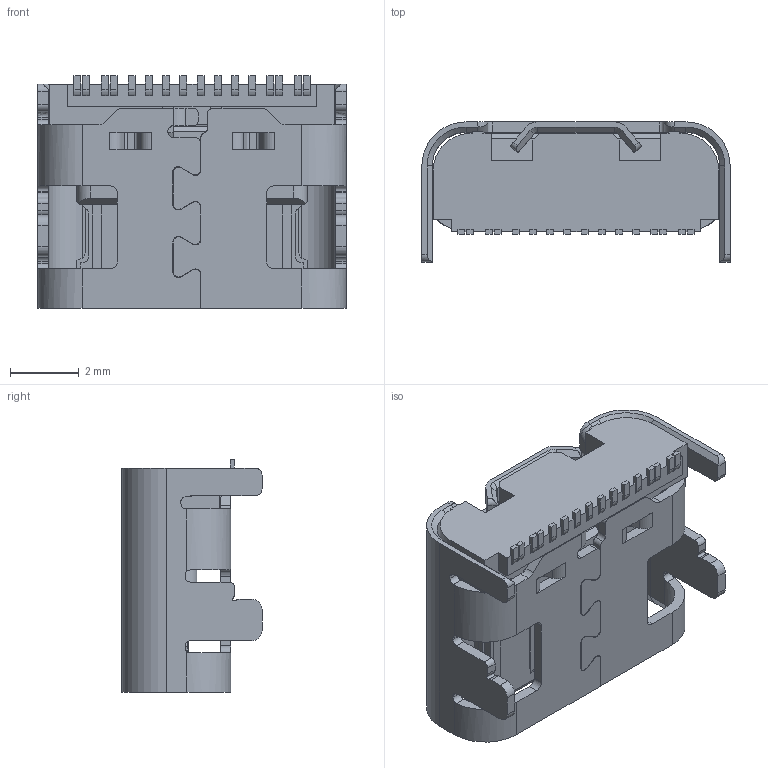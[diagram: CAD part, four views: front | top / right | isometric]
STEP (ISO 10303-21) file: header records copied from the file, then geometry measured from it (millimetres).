
FILE_DESCRIPTION((''),'2;1');
FILE_NAME('6_53D0001','2020-07-31T11:59:45',('Administrator'),(''),'CREO PARAMETRIC BY PTC INC, 2016510','CREO PARAMETRIC BY PTC INC, 2016510','');
FILE_SCHEMA(('AUTOMOTIVE_DESIGN { 1 0 10303 214 1 1 1 1 }'));
Length unit declared in the file: millimetre
Products named in the file (1): 6_53D0001
Bounding box: 8.94 x 4.06 x 6.75 mm (x, y, z)
Volume: 95.6 mm3; surface area: 430.7 mm2
Topology: 1 solids, 1 shells, 664 faces, 1964 edges, 1278 vertices
Faces by surface type: plane 470, cylinder 175, cone 13, bspline 6
Entity records: 26364 total; most frequent: CARTESIAN_POINT 4733, ORIENTED_EDGE 3928, DIRECTION 3544, EDGE_CURVE 1964, VECTOR 1518, LINE 1518, VERTEX_POINT 1278, AXIS2_PLACEMENT_3D 1013
